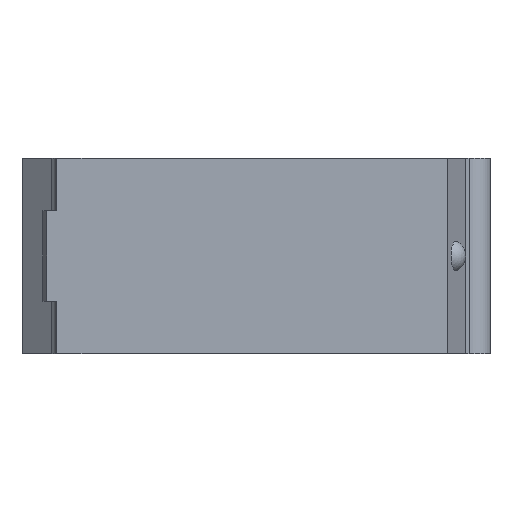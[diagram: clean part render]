
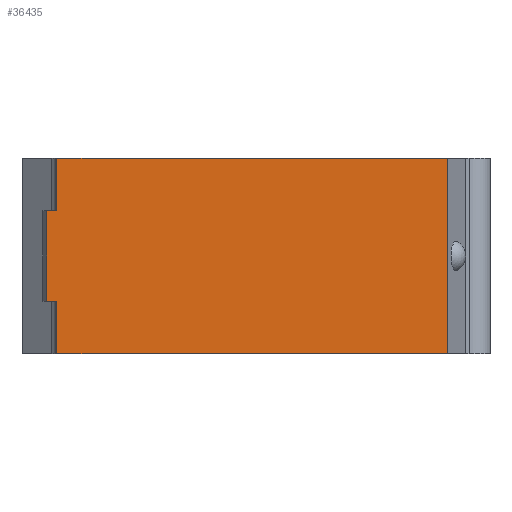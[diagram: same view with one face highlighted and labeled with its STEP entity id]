
A CAD part, front view. The second image highlights one B-rep face of the part: STEP entity #36435.
In plain terms, the highlighted planar face has unit normal (0, -1, 0).
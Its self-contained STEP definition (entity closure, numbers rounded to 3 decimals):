
#152=DIRECTION('',(1.,0.,0.));
#153=VECTOR('',#152,27.9);
#154=CARTESIAN_POINT('',(-14.3,0.,-7.));
#155=LINE('',#154,#153);
#185=DIRECTION('',(0.,0.,1.));
#186=VECTOR('',#185,14.);
#187=CARTESIAN_POINT('',(13.6,0.,-7.));
#188=LINE('',#187,#186);
#240=DIRECTION('',(1.,0.,0.));
#241=VECTOR('',#240,27.9);
#242=CARTESIAN_POINT('',(-14.3,0.,7.));
#243=LINE('',#242,#241);
#391=DIRECTION('',(0.,0.,1.));
#392=VECTOR('',#391,3.75);
#393=CARTESIAN_POINT('',(-14.3,0.,-7.));
#394=LINE('',#393,#392);
#395=DIRECTION('',(0.,0.,1.));
#396=VECTOR('',#395,6.5);
#397=CARTESIAN_POINT('',(-15.032,0.,-3.25));
#398=LINE('',#397,#396);
#399=DIRECTION('',(0.,0.,1.));
#400=VECTOR('',#399,3.75);
#401=CARTESIAN_POINT('',(-14.3,0.,3.25));
#402=LINE('',#401,#400);
#431=DIRECTION('',(1.,0.,0.));
#432=VECTOR('',#431,0.732);
#433=CARTESIAN_POINT('',(-15.032,0.,-3.25));
#434=LINE('',#433,#432);
#435=DIRECTION('',(1.,0.,0.));
#436=VECTOR('',#435,0.732);
#437=CARTESIAN_POINT('',(-15.032,0.,3.25));
#438=LINE('',#437,#436);
#30544=CARTESIAN_POINT('',(13.6,0.,-7.));
#30546=VERTEX_POINT('',#30544);
#30616=CARTESIAN_POINT('',(-14.3,0.,-7.));
#30617=VERTEX_POINT('',#30616);
#30618=CARTESIAN_POINT('',(13.6,0.,7.));
#30620=VERTEX_POINT('',#30618);
#30690=CARTESIAN_POINT('',(-14.3,0.,7.));
#30691=VERTEX_POINT('',#30690);
#30696=CARTESIAN_POINT('',(-15.032,0.,-3.25));
#30697=VERTEX_POINT('',#30696);
#30702=CARTESIAN_POINT('',(-15.032,0.,3.25));
#30703=VERTEX_POINT('',#30702);
#30704=CARTESIAN_POINT('',(-14.3,0.,-3.25));
#30706=VERTEX_POINT('',#30704);
#30708=CARTESIAN_POINT('',(-14.3,0.,3.25));
#30710=VERTEX_POINT('',#30708);
#36415=CARTESIAN_POINT('',(-14.3,0.,-7.));
#36416=DIRECTION('',(0.,-1.,0.));
#36417=DIRECTION('',(1.,0.,0.));
#36418=AXIS2_PLACEMENT_3D('',#36415,#36416,#36417);
#36419=PLANE('',#36418);
#36421=ORIENTED_EDGE('',*,*,#36420,.T.);
#36423=ORIENTED_EDGE('',*,*,#36422,.F.);
#36425=ORIENTED_EDGE('',*,*,#36424,.T.);
#36427=ORIENTED_EDGE('',*,*,#36426,.T.);
#36429=ORIENTED_EDGE('',*,*,#36428,.T.);
#36430=ORIENTED_EDGE('',*,*,#36341,.T.);
#36431=ORIENTED_EDGE('',*,*,#36285,.F.);
#36432=ORIENTED_EDGE('',*,*,#36268,.F.);
#36433=EDGE_LOOP('',(#36421,#36423,#36425,#36427,#36429,#36430,#36431,#36432));
#36434=FACE_OUTER_BOUND('',#36433,.F.);
#36435=ADVANCED_FACE('',(#36434),#36419,.T.);
#36268=EDGE_CURVE('',#30617,#30546,#155,.T.);
#36285=EDGE_CURVE('',#30546,#30620,#188,.T.);
#36341=EDGE_CURVE('',#30691,#30620,#243,.T.);
#36420=EDGE_CURVE('',#30617,#30706,#394,.T.);
#36422=EDGE_CURVE('',#30697,#30706,#434,.T.);
#36424=EDGE_CURVE('',#30697,#30703,#398,.T.);
#36426=EDGE_CURVE('',#30703,#30710,#438,.T.);
#36428=EDGE_CURVE('',#30710,#30691,#402,.T.);
